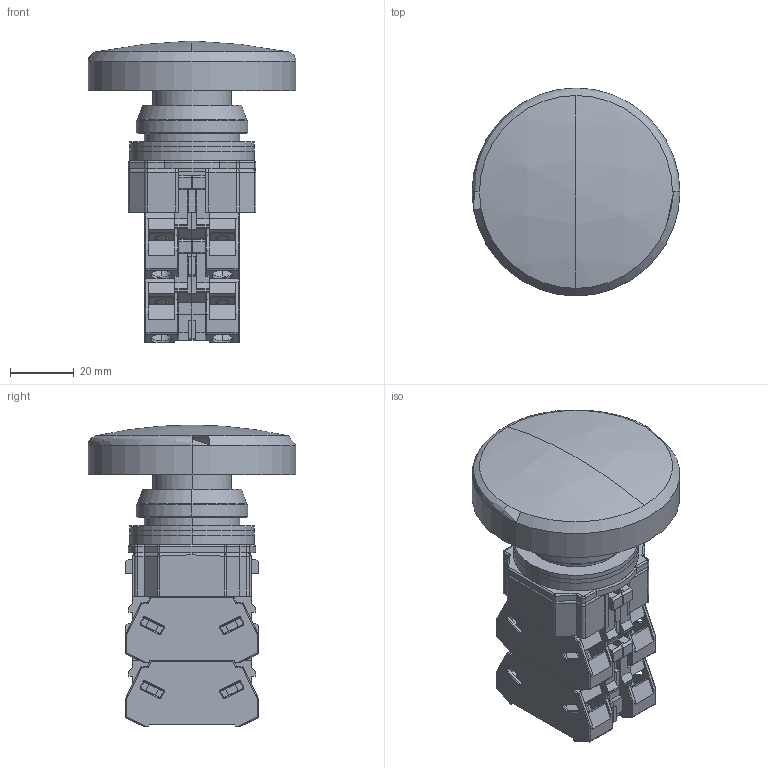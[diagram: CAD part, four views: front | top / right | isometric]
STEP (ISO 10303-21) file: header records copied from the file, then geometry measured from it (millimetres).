
FILE_DESCRIPTION (( 'STEP AP203' ), '1' );
FILE_NAME ('OUTSIDE-ABD4.STEP', '2017-03-13T03:47:48', ( '' ), ( '' ), 'SwSTEP 2.0', 'SolidWorks 2014', '' );
FILE_SCHEMA (( 'CONFIG_CONTROL_DESIGN' ));
Length unit declared in the file: millimetre
Products named in the file (6): OUTSIDE-OW-12; OUTSIDE-HW-U; OUTSIDE-OW-11; OUTSIDE-ABD4_BODY; OUTSIDE-ABD4; OUTSIDE-OG-11
Assembly tree (9 placements, depth 2):
  OUTSIDE-ABD4
    OUTSIDE-ABD4_BODY
    OUTSIDE-OW-12
    OUTSIDE-OW-11  x2
    OUTSIDE-OG-11
    OUTSIDE-HW-U  x4
Bounding box: 65 x 65 x 94.4 mm (x, y, z)
Volume: 122643.9 mm3; surface area: 41882.9 mm2
Topology: 10 solids, 10 shells, 1288 faces, 3484 edges, 2217 vertices
Faces by surface type: plane 743, cylinder 350, bspline 152, cone 22, torus 11, sphere 10
Entity records: 16907 total; most frequent: CARTESIAN_POINT 4624, ORIENTED_EDGE 2490, DIRECTION 2305, EDGE_CURVE 1245, VECTOR 851, LINE 851, VERTEX_POINT 793, AXIS2_PLACEMENT_3D 727
